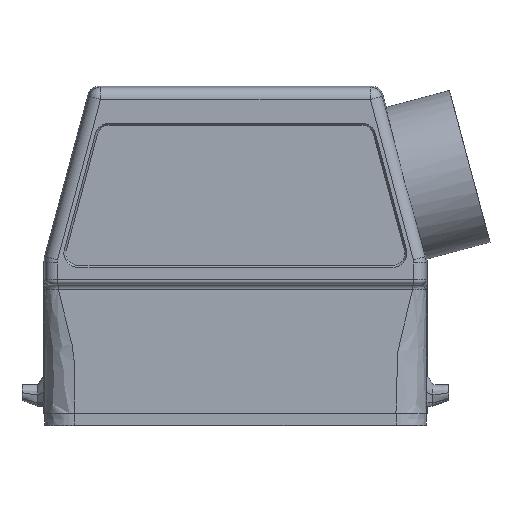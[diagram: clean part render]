
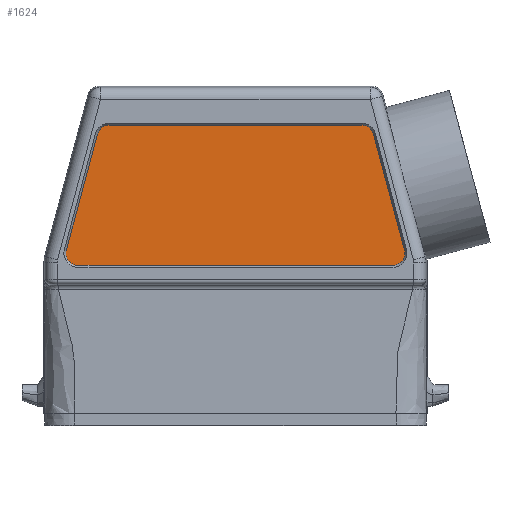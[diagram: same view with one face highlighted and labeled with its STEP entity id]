
A CAD part, front view. The second image highlights one B-rep face of the part: STEP entity #1624.
In plain terms, the highlighted planar face has unit normal (0, -1, 0).
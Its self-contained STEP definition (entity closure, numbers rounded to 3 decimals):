
#1360=CIRCLE('',#8240,2.5);
#1361=CIRCLE('',#8241,2.5);
#1362=CIRCLE('',#8242,2.5);
#1363=CIRCLE('',#8243,2.5);
#1624=ADVANCED_FACE('',(#2220),#2007,.T.);
#2007=PLANE('',#8244);
#2220=FACE_OUTER_BOUND('',#2616,.T.);
#2616=EDGE_LOOP('',(#3492,#3493,#3494,#3495,#3496,#3497,#3498,#3499));
#3492=ORIENTED_EDGE('',*,*,#5863,.F.);
#3493=ORIENTED_EDGE('',*,*,#5864,.F.);
#3494=ORIENTED_EDGE('',*,*,#5865,.F.);
#3495=ORIENTED_EDGE('',*,*,#5866,.F.);
#3496=ORIENTED_EDGE('',*,*,#5867,.F.);
#3497=ORIENTED_EDGE('',*,*,#5868,.F.);
#3498=ORIENTED_EDGE('',*,*,#5869,.F.);
#3499=ORIENTED_EDGE('',*,*,#5870,.F.);
#5137=VERTEX_POINT('',#13569);
#5138=VERTEX_POINT('',#13570);
#5139=VERTEX_POINT('',#13572);
#5140=VERTEX_POINT('',#13574);
#5141=VERTEX_POINT('',#13576);
#5142=VERTEX_POINT('',#13578);
#5143=VERTEX_POINT('',#13580);
#5144=VERTEX_POINT('',#13582);
#5863=EDGE_CURVE('',#5137,#5138,#1360,.T.);
#5864=EDGE_CURVE('',#5139,#5137,#6766,.T.);
#5865=EDGE_CURVE('',#5140,#5139,#1361,.T.);
#5866=EDGE_CURVE('',#5141,#5140,#6767,.T.);
#5867=EDGE_CURVE('',#5142,#5141,#1362,.T.);
#5868=EDGE_CURVE('',#5143,#5142,#6768,.T.);
#5869=EDGE_CURVE('',#5144,#5143,#1363,.T.);
#5870=EDGE_CURVE('',#5138,#5144,#6769,.T.);
#6766=LINE('',#13571,#7291);
#6767=LINE('',#13575,#7292);
#6768=LINE('',#13579,#7293);
#6769=LINE('',#13583,#7294);
#7291=VECTOR('',#9222,1.);
#7292=VECTOR('',#9225,1.);
#7293=VECTOR('',#9228,1.);
#7294=VECTOR('',#9231,1.);
#8240=AXIS2_PLACEMENT_3D('',#13568,#9220,#9221);
#8241=AXIS2_PLACEMENT_3D('',#13573,#9223,#9224);
#8242=AXIS2_PLACEMENT_3D('',#13577,#9226,#9227);
#8243=AXIS2_PLACEMENT_3D('',#13581,#9229,#9230);
#8244=AXIS2_PLACEMENT_3D('',#13584,#9232,#9233);
#9220=DIRECTION('',(0.,1.,0.));
#9221=DIRECTION('',(-1.,0.,0.));
#9222=DIRECTION('',(-1.,0.,0.));
#9223=DIRECTION('',(0.,1.,0.));
#9224=DIRECTION('',(-1.,0.,0.));
#9225=DIRECTION('',(0.259,0.,-0.966));
#9226=DIRECTION('',(0.,1.,0.));
#9227=DIRECTION('',(-1.,0.,0.));
#9228=DIRECTION('',(1.,0.,0.));
#9229=DIRECTION('',(0.,1.,0.));
#9230=DIRECTION('',(-1.,0.,0.));
#9231=DIRECTION('',(0.259,0.,0.966));
#9232=DIRECTION('',(0.,-1.,0.));
#9233=DIRECTION('',(0.,0.,1.));
#13568=CARTESIAN_POINT('',(-32.572,-17.3,21.35));
#13569=CARTESIAN_POINT('',(-32.572,-17.3,18.85));
#13570=CARTESIAN_POINT('',(-34.987,-17.3,21.997));
#13571=CARTESIAN_POINT('',(-32.572,-17.3,18.85));
#13572=CARTESIAN_POINT('',(32.572,-17.3,18.85));
#13573=CARTESIAN_POINT('',(32.572,-17.3,21.35));
#13574=CARTESIAN_POINT('',(34.987,-17.3,21.997));
#13575=CARTESIAN_POINT('',(30.623,-17.3,38.283));
#13576=CARTESIAN_POINT('',(28.556,-17.3,45.997));
#13577=CARTESIAN_POINT('',(26.142,-17.3,45.35));
#13578=CARTESIAN_POINT('',(26.142,-17.3,47.85));
#13579=CARTESIAN_POINT('',(-32.572,-17.3,47.85));
#13580=CARTESIAN_POINT('',(-26.142,-17.3,47.85));
#13581=CARTESIAN_POINT('',(-26.142,-17.3,45.35));
#13582=CARTESIAN_POINT('',(-28.556,-17.3,45.997));
#13583=CARTESIAN_POINT('',(-34.987,-17.3,21.997));
#13584=CARTESIAN_POINT('',(-32.572,-17.3,21.35));
